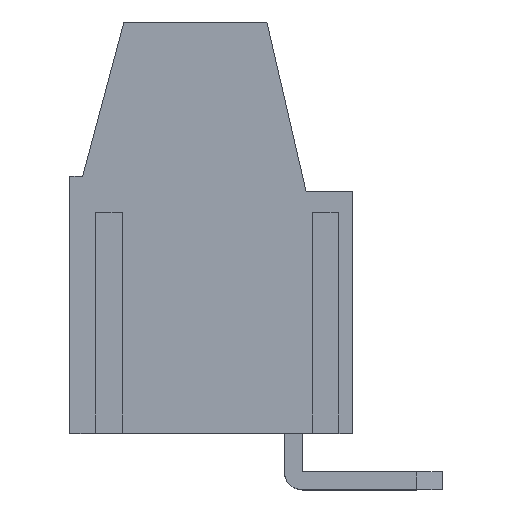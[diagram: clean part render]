
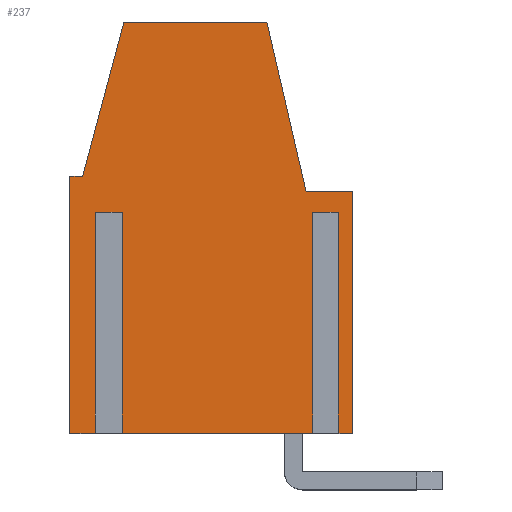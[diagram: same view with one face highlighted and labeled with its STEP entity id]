
A CAD part, top view. The second image highlights one B-rep face of the part: STEP entity #237.
In plain terms, the highlighted planar face has unit normal (0, 0, 1).
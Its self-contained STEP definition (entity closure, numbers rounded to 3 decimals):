
#237 = ADVANCED_FACE( '', ( #491 ), #492, .T. );
#491 = FACE_OUTER_BOUND( '', #756, .T. );
#492 = PLANE( '', #757 );
#756 = EDGE_LOOP( '', ( #1398, #1399, #1400, #1401, #1402, #1403, #1404, #1405, #1406, #1407, #1408, #1409, #1410, #1411, #1412, #1413 ) );
#757 = AXIS2_PLACEMENT_3D( '', #1414, #1415, #1416 );
#1398 = ORIENTED_EDGE( '', *, *, #1692, .T. );
#1399 = ORIENTED_EDGE( '', *, *, #1762, .T. );
#1400 = ORIENTED_EDGE( '', *, *, #1662, .T. );
#1401 = ORIENTED_EDGE( '', *, *, #1723, .T. );
#1402 = ORIENTED_EDGE( '', *, *, #1640, .T. );
#1403 = ORIENTED_EDGE( '', *, *, #1600, .T. );
#1404 = ORIENTED_EDGE( '', *, *, #1606, .T. );
#1405 = ORIENTED_EDGE( '', *, *, #1578, .T. );
#1406 = ORIENTED_EDGE( '', *, *, #1828, .T. );
#1407 = ORIENTED_EDGE( '', *, *, #1769, .T. );
#1408 = ORIENTED_EDGE( '', *, *, #1785, .F. );
#1409 = ORIENTED_EDGE( '', *, *, #1829, .T. );
#1410 = ORIENTED_EDGE( '', *, *, #1830, .T. );
#1411 = ORIENTED_EDGE( '', *, *, #1765, .T. );
#1412 = ORIENTED_EDGE( '', *, *, #1831, .F. );
#1413 = ORIENTED_EDGE( '', *, *, #1782, .T. );
#1414 = CARTESIAN_POINT( '', ( 169.832, 138.629, 44.92 ) );
#1415 = DIRECTION( '', ( 0., 0., 1. ) );
#1416 = DIRECTION( '', ( 1., 0., 0. ) );
#1578 = EDGE_CURVE( '', #1874, #1879, #1881, .T. );
#1600 = EDGE_CURVE( '', #1921, #1919, #1922, .T. );
#1606 = EDGE_CURVE( '', #1919, #1874, #1930, .T. );
#1640 = EDGE_CURVE( '', #1983, #1921, #1987, .T. );
#1662 = EDGE_CURVE( '', #2016, #2021, #2023, .T. );
#1692 = EDGE_CURVE( '', #2068, #2066, #2069, .T. );
#1723 = EDGE_CURVE( '', #2021, #1983, #2117, .T. );
#1762 = EDGE_CURVE( '', #2066, #2016, #2172, .T. );
#1765 = EDGE_CURVE( '', #2177, #2175, #2178, .T. );
#1769 = EDGE_CURVE( '', #2164, #2183, #2185, .T. );
#1782 = EDGE_CURVE( '', #2202, #2068, #2203, .T. );
#1785 = EDGE_CURVE( '', #2206, #2183, #2207, .T. );
#1828 = EDGE_CURVE( '', #1879, #2164, #2255, .T. );
#1829 = EDGE_CURVE( '', #2206, #2256, #2257, .T. );
#1830 = EDGE_CURVE( '', #2256, #2177, #2258, .T. );
#1831 = EDGE_CURVE( '', #2202, #2175, #2259, .T. );
#1874 = VERTEX_POINT( '', #2310 );
#1879 = VERTEX_POINT( '', #2317 );
#1881 = LINE( '', #2320, #2321 );
#1919 = VERTEX_POINT( '', #2374 );
#1921 = VERTEX_POINT( '', #2377 );
#1922 = LINE( '', #2378, #2379 );
#1930 = LINE( '', #2389, #2390 );
#1983 = VERTEX_POINT( '', #2466 );
#1987 = LINE( '', #2472, #2473 );
#2016 = VERTEX_POINT( '', #2514 );
#2021 = VERTEX_POINT( '', #2521 );
#2023 = LINE( '', #2524, #2525 );
#2066 = VERTEX_POINT( '', #2587 );
#2068 = VERTEX_POINT( '', #2590 );
#2069 = LINE( '', #2591, #2592 );
#2117 = LINE( '', #2661, #2662 );
#2164 = VERTEX_POINT( '', #2731 );
#2172 = LINE( '', #2744, #2745 );
#2175 = VERTEX_POINT( '', #2749 );
#2177 = VERTEX_POINT( '', #2752 );
#2178 = LINE( '', #2753, #2754 );
#2183 = VERTEX_POINT( '', #2761 );
#2185 = LINE( '', #2764, #2765 );
#2202 = VERTEX_POINT( '', #2790 );
#2203 = LINE( '', #2791, #2792 );
#2206 = VERTEX_POINT( '', #2796 );
#2207 = LINE( '', #2797, #2798 );
#2255 = LINE( '', #2870, #2871 );
#2256 = VERTEX_POINT( '', #2872 );
#2257 = LINE( '', #2873, #2874 );
#2258 = LINE( '', #2875, #2876 );
#2259 = LINE( '', #2877, #2878 );
#2310 = CARTESIAN_POINT( '', ( 170.332, 139.229, 44.92 ) );
#2317 = CARTESIAN_POINT( '', ( 169.832, 139.229, 44.92 ) );
#2320 = CARTESIAN_POINT( '', ( 169.832, 139.229, 44.92 ) );
#2321 = VECTOR( '', #2930, 1000. );
#2374 = CARTESIAN_POINT( '', ( 171.939, 145.229, 44.92 ) );
#2377 = CARTESIAN_POINT( '', ( 177.508, 145.229, 44.92 ) );
#2378 = CARTESIAN_POINT( '', ( 171.939, 145.229, 44.92 ) );
#2379 = VECTOR( '', #2950, 1000. );
#2389 = CARTESIAN_POINT( '', ( 170.332, 139.229, 44.92 ) );
#2390 = VECTOR( '', #2959, 1000. );
#2466 = CARTESIAN_POINT( '', ( 179.032, 138.629, 44.92 ) );
#2472 = CARTESIAN_POINT( '', ( 177.508, 145.229, 44.92 ) );
#2473 = VECTOR( '', #2988, 1000. );
#2514 = CARTESIAN_POINT( '', ( 180.832, 129.229, 44.92 ) );
#2521 = CARTESIAN_POINT( '', ( 180.832, 138.629, 44.92 ) );
#2524 = CARTESIAN_POINT( '', ( 180.832, 138.629, 44.92 ) );
#2525 = VECTOR( '', #3007, 1000. );
#2587 = CARTESIAN_POINT( '', ( 180.032, 129.229, 44.92 ) );
#2590 = CARTESIAN_POINT( '', ( 180.032, 137.829, 44.92 ) );
#2591 = CARTESIAN_POINT( '', ( 180.032, 137.829, 44.92 ) );
#2592 = VECTOR( '', #3034, 1000. );
#2661 = CARTESIAN_POINT( '', ( 179.032, 138.629, 44.92 ) );
#2662 = VECTOR( '', #3062, 1000. );
#2731 = CARTESIAN_POINT( '', ( 169.832, 129.229, 44.92 ) );
#2744 = CARTESIAN_POINT( '', ( 180.832, 129.229, 44.92 ) );
#2745 = VECTOR( '', #3093, 1000. );
#2749 = CARTESIAN_POINT( '', ( 179.532, 129.229, 44.92 ) );
#2752 = CARTESIAN_POINT( '', ( 171.632, 129.229, 44.92 ) );
#2753 = CARTESIAN_POINT( '', ( 180.832, 129.229, 44.92 ) );
#2754 = VECTOR( '', #3096, 1000. );
#2761 = CARTESIAN_POINT( '', ( 170.832, 129.229, 44.92 ) );
#2764 = CARTESIAN_POINT( '', ( 180.832, 129.229, 44.92 ) );
#2765 = VECTOR( '', #3100, 1000. );
#2790 = CARTESIAN_POINT( '', ( 179.532, 137.829, 44.92 ) );
#2791 = CARTESIAN_POINT( '', ( 180.032, 137.829, 44.92 ) );
#2792 = VECTOR( '', #3109, 1000. );
#2796 = CARTESIAN_POINT( '', ( 170.832, 137.829, 44.92 ) );
#2797 = CARTESIAN_POINT( '', ( 170.832, 138.629, 44.92 ) );
#2798 = VECTOR( '', #3111, 1000. );
#2870 = CARTESIAN_POINT( '', ( 169.832, 129.229, 44.92 ) );
#2871 = VECTOR( '', #3139, 1000. );
#2872 = CARTESIAN_POINT( '', ( 171.632, 137.829, 44.92 ) );
#2873 = CARTESIAN_POINT( '', ( 171.632, 137.829, 44.92 ) );
#2874 = VECTOR( '', #3140, 1000. );
#2875 = CARTESIAN_POINT( '', ( 171.632, 137.829, 44.92 ) );
#2876 = VECTOR( '', #3141, 1000. );
#2877 = CARTESIAN_POINT( '', ( 179.532, 137.829, 44.92 ) );
#2878 = VECTOR( '', #3142, 1000. );
#2930 = DIRECTION( '', ( -1., 0., 0. ) );
#2950 = DIRECTION( '', ( -1., 0., 0. ) );
#2959 = DIRECTION( '', ( -0.259, -0.966, 0. ) );
#2988 = DIRECTION( '', ( -0.225, 0.974, 0. ) );
#3007 = DIRECTION( '', ( 0., 1., 0. ) );
#3034 = DIRECTION( '', ( 0., -1., 0. ) );
#3062 = DIRECTION( '', ( -1., 0., 0. ) );
#3093 = DIRECTION( '', ( 1., 0., 0. ) );
#3096 = DIRECTION( '', ( 1., 0., 0. ) );
#3100 = DIRECTION( '', ( 1., 0., 0. ) );
#3109 = DIRECTION( '', ( 1., 0., 0. ) );
#3111 = DIRECTION( '', ( 0., -1., 0. ) );
#3139 = DIRECTION( '', ( 0., -1., 0. ) );
#3140 = DIRECTION( '', ( 1., 0., 0. ) );
#3141 = DIRECTION( '', ( 0., -1., 0. ) );
#3142 = DIRECTION( '', ( 0., -1., 0. ) );
